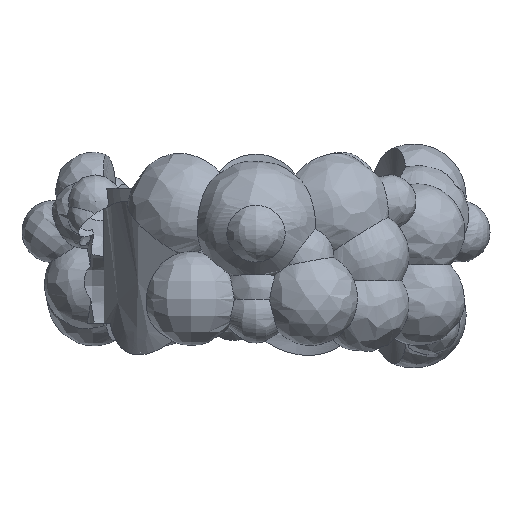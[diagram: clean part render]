
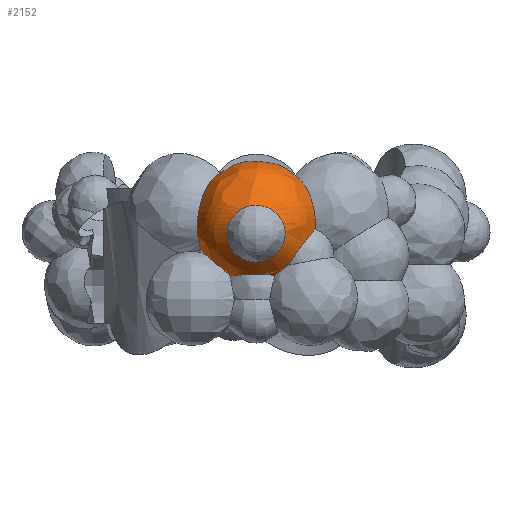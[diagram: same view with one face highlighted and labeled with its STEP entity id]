
A CAD part, top view. The second image highlights one B-rep face of the part: STEP entity #2152.
In plain terms, the highlighted free-form (B-spline) face has degree [2, 2] with [5, 5] control points.
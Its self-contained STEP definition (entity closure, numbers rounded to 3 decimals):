
#75 = VERTEX_POINT('',#76);
#76 = CARTESIAN_POINT('',(-0.728,-0.549,4.887
    ));
#82 = EDGE_CURVE('',#83,#75,#85,.T.);
#83 = VERTEX_POINT('',#84);
#84 = CARTESIAN_POINT('',(-1.458,0.06,
    4.522));
#85 = ( BOUNDED_CURVE() B_SPLINE_CURVE(2,(#86,#87,#88),.UNSPECIFIED.,.F.
,.F.) B_SPLINE_CURVE_WITH_KNOTS((3,3),(0.014,2.394
),.PIECEWISE_BEZIER_KNOTS.) CURVE() GEOMETRIC_REPRESENTATION_ITEM() 
RATIONAL_B_SPLINE_CURVE((1.,0.372,1.)) REPRESENTATION_ITEM('') 
  );
#86 = CARTESIAN_POINT('',(-1.458,0.06,
    4.522));
#87 = CARTESIAN_POINT('',(-1.435,0.057,
    5.891));
#88 = CARTESIAN_POINT('',(-0.728,-0.549,4.887
    ));
#204 = VERTEX_POINT('',#205);
#205 = CARTESIAN_POINT('',(0.888,-0.278,5.29)
  );
#211 = EDGE_CURVE('',#204,#212,#214,.T.);
#212 = VERTEX_POINT('',#213);
#213 = CARTESIAN_POINT('',(0.527,-0.544,5.144)
  );
#214 = ( BOUNDED_CURVE() B_SPLINE_CURVE(2,(#215,#216,#217),
.UNSPECIFIED.,.F.,.F.) B_SPLINE_CURVE_WITH_KNOTS((3,3),(1.552,
2.219),.PIECEWISE_BEZIER_KNOTS.) CURVE() 
GEOMETRIC_REPRESENTATION_ITEM() RATIONAL_B_SPLINE_CURVE((1.,
0.945,1.)) REPRESENTATION_ITEM('') );
#215 = CARTESIAN_POINT('',(0.888,-0.278,5.29)
  );
#216 = CARTESIAN_POINT('',(0.685,-0.423,5.295)
  );
#217 = CARTESIAN_POINT('',(0.527,-0.544,5.144)
  );
#1717 = EDGE_CURVE('',#75,#212,#1718,.T.);
#1718 = ( BOUNDED_CURVE() B_SPLINE_CURVE(2,(#1719,#1720,#1721),
.UNSPECIFIED.,.F.,.F.) B_SPLINE_CURVE_WITH_KNOTS((3,3),(5.171,
6.991),.PIECEWISE_BEZIER_KNOTS.) CURVE() 
GEOMETRIC_REPRESENTATION_ITEM() RATIONAL_B_SPLINE_CURVE((1.,
0.614,1.)) REPRESENTATION_ITEM('') );
#1719 = CARTESIAN_POINT('',(-0.728,-0.549,
    4.887));
#1720 = CARTESIAN_POINT('',(-0.266,-0.531,
    5.822));
#1721 = CARTESIAN_POINT('',(0.527,-0.544,5.144
    ));
#2152 = ADVANCED_FACE('',(#2153,#2199),#2221,.T.);
#2153 = FACE_BOUND('',#2154,.T.);
#2154 = EDGE_LOOP('',(#2155,#2165,#2175,#2183,#2190,#2191,#2192,#2193));
#2155 = ORIENTED_EDGE('',*,*,#2156,.T.);
#2156 = EDGE_CURVE('',#2157,#2159,#2161,.T.);
#2157 = VERTEX_POINT('',#2158);
#2158 = CARTESIAN_POINT('',(1.66,0.748,4.83
    ));
#2159 = VERTEX_POINT('',#2160);
#2160 = CARTESIAN_POINT('',(1.067,2.215,4.115
    ));
#2161 = ( BOUNDED_CURVE() B_SPLINE_CURVE(2,(#2162,#2163,#2164),
.UNSPECIFIED.,.F.,.F.) B_SPLINE_CURVE_WITH_KNOTS((3,3),(5.93,
7.733),.PIECEWISE_BEZIER_KNOTS.) CURVE() 
GEOMETRIC_REPRESENTATION_ITEM() RATIONAL_B_SPLINE_CURVE((1.,
0.621,1.)) REPRESENTATION_ITEM('') );
#2162 = CARTESIAN_POINT('',(1.66,0.748,4.83
    ));
#2163 = CARTESIAN_POINT('',(1.71,2.047,5.346)
  );
#2164 = CARTESIAN_POINT('',(1.067,2.215,4.115
    ));
#2165 = ORIENTED_EDGE('',*,*,#2166,.T.);
#2166 = EDGE_CURVE('',#2159,#2167,#2169,.T.);
#2167 = VERTEX_POINT('',#2168);
#2168 = CARTESIAN_POINT('',(-0.979,2.289,4.136
    ));
#2169 = B_SPLINE_CURVE_WITH_KNOTS('',3,(#2170,#2171,#2172,#2173,#2174),
  .UNSPECIFIED.,.F.,.F.,(4,1,4),(0.003,0.004,
    0.005),.QUASI_UNIFORM_KNOTS.);
#2170 = CARTESIAN_POINT('',(1.067,2.215,4.115
    ));
#2171 = CARTESIAN_POINT('',(0.797,2.462,4.185)
  );
#2172 = CARTESIAN_POINT('',(0.065,2.764,
    4.306));
#2173 = CARTESIAN_POINT('',(-0.688,2.519,
    4.205));
#2174 = CARTESIAN_POINT('',(-0.979,2.289,4.136
    ));
#2175 = ORIENTED_EDGE('',*,*,#2176,.T.);
#2176 = EDGE_CURVE('',#2167,#2177,#2179,.T.);
#2177 = VERTEX_POINT('',#2178);
#2178 = CARTESIAN_POINT('',(-1.52,0.172,4.501
    ));
#2179 = ( BOUNDED_CURVE() B_SPLINE_CURVE(2,(#2180,#2181,#2182),
.UNSPECIFIED.,.F.,.F.) B_SPLINE_CURVE_WITH_KNOTS((3,3),(1.663,
4.103),.PIECEWISE_BEZIER_KNOTS.) CURVE() 
GEOMETRIC_REPRESENTATION_ITEM() RATIONAL_B_SPLINE_CURVE((1.,
0.344,1.)) REPRESENTATION_ITEM('') );
#2180 = CARTESIAN_POINT('',(-0.979,2.289,
    4.136));
#2181 = CARTESIAN_POINT('',(-2.44,1.995,
    6.99));
#2182 = CARTESIAN_POINT('',(-1.52,0.172,4.501
    ));
#2183 = ORIENTED_EDGE('',*,*,#2184,.T.);
#2184 = EDGE_CURVE('',#2177,#83,#2185,.T.);
#2185 = B_SPLINE_CURVE_WITH_KNOTS('',3,(#2186,#2187,#2188,#2189),
  .UNSPECIFIED.,.F.,.F.,(4,4),(0.002,0.002),
  .PIECEWISE_BEZIER_KNOTS.);
#2186 = CARTESIAN_POINT('',(-1.52,0.172,4.501
    ));
#2187 = CARTESIAN_POINT('',(-1.501,0.134,
    4.508));
#2188 = CARTESIAN_POINT('',(-1.48,0.097,
    4.515));
#2189 = CARTESIAN_POINT('',(-1.458,0.06,
    4.522));
#2190 = ORIENTED_EDGE('',*,*,#82,.T.);
#2191 = ORIENTED_EDGE('',*,*,#1717,.T.);
#2192 = ORIENTED_EDGE('',*,*,#211,.F.);
#2193 = ORIENTED_EDGE('',*,*,#2194,.T.);
#2194 = EDGE_CURVE('',#204,#2157,#2195,.T.);
#2195 = ( BOUNDED_CURVE() B_SPLINE_CURVE(2,(#2196,#2197,#2198),
.UNSPECIFIED.,.F.,.F.) B_SPLINE_CURVE_WITH_KNOTS((3,3),(1.002,
2.829),.PIECEWISE_BEZIER_KNOTS.) CURVE() 
GEOMETRIC_REPRESENTATION_ITEM() RATIONAL_B_SPLINE_CURVE((1.,
0.611,1.)) REPRESENTATION_ITEM('') );
#2196 = CARTESIAN_POINT('',(0.888,-0.278,5.29
    ));
#2197 = CARTESIAN_POINT('',(1.42,0.498,5.891
    ));
#2198 = CARTESIAN_POINT('',(1.66,0.748,4.83
    ));
#2199 = FACE_BOUND('',#2200,.T.);
#2200 = EDGE_LOOP('',(#2201,#2213));
#2201 = ORIENTED_EDGE('',*,*,#2202,.F.);
#2202 = EDGE_CURVE('',#2203,#2205,#2207,.T.);
#2203 = VERTEX_POINT('',#2204);
#2204 = CARTESIAN_POINT('',(0.,-0.183,
    5.779));
#2205 = VERTEX_POINT('',#2206);
#2206 = CARTESIAN_POINT('',(0.,1.401,
    6.14));
#2207 = ( BOUNDED_CURVE() B_SPLINE_CURVE(2,(#2208,#2209,#2210,#2211,
#2212),.UNSPECIFIED.,.F.,.F.) B_SPLINE_CURVE_WITH_KNOTS((3,2,3),(0.,
1.571,3.142),.PIECEWISE_BEZIER_KNOTS.) CURVE() 
GEOMETRIC_REPRESENTATION_ITEM() RATIONAL_B_SPLINE_CURVE((1.,
0.707,1.,0.707,1.)) REPRESENTATION_ITEM('') );
#2208 = CARTESIAN_POINT('',(0.,-0.183,
    5.779));
#2209 = CARTESIAN_POINT('',(0.812,-0.183,
    5.779));
#2210 = CARTESIAN_POINT('',(0.812,0.609,5.96
    ));
#2211 = CARTESIAN_POINT('',(0.812,1.401,6.14
    ));
#2212 = CARTESIAN_POINT('',(0.,1.401,
    6.14));
#2213 = ORIENTED_EDGE('',*,*,#2214,.F.);
#2214 = EDGE_CURVE('',#2205,#2203,#2215,.T.);
#2215 = ( BOUNDED_CURVE() B_SPLINE_CURVE(2,(#2216,#2217,#2218,#2219,
#2220),.UNSPECIFIED.,.F.,.F.) B_SPLINE_CURVE_WITH_KNOTS((3,2,3),(
    3.142,4.712,6.283),
.PIECEWISE_BEZIER_KNOTS.) CURVE() GEOMETRIC_REPRESENTATION_ITEM() 
RATIONAL_B_SPLINE_CURVE((1.,0.707,1.,0.707,1.)) 
REPRESENTATION_ITEM('') );
#2216 = CARTESIAN_POINT('',(0.,1.401,
    6.14));
#2217 = CARTESIAN_POINT('',(-0.812,1.401,
    6.14));
#2218 = CARTESIAN_POINT('',(-0.812,0.609,
    5.96));
#2219 = CARTESIAN_POINT('',(-0.812,-0.183,
    5.779));
#2220 = CARTESIAN_POINT('',(0.,-0.183,
    5.779));
#2221 = ( BOUNDED_SURFACE() B_SPLINE_SURFACE(2,2,(
    (#2222,#2223,#2224,#2225,#2226)
    ,(#2227,#2228,#2229,#2230,#2231)
    ,(#2232,#2233,#2234,#2235,#2236)
    ,(#2237,#2238,#2239,#2240,#2241)
    ,(#2242,#2243,#2244,#2245,#2246
)),.UNSPECIFIED.,.F.,.F.,.F.) B_SPLINE_SURFACE_WITH_KNOTS((3,2,3),(3,2,3
    ),(-1.771,0.117,2.006),(-1.242,
    0.145,1.533),.UNSPECIFIED.) 
GEOMETRIC_REPRESENTATION_ITEM() RATIONAL_B_SPLINE_SURFACE((
    (1.,0.769,1.,0.769,1.)
    ,(0.587,0.451,0.587,0.451
      ,0.587)
    ,(1.,0.769,1.,0.769,1.)
    ,(0.587,0.451,0.587,0.451
      ,0.587)
,(1.,0.769,1.,0.769,1.
))) REPRESENTATION_ITEM('') SURFACE() );
#2222 = CARTESIAN_POINT('',(0.539,2.326,3.663
    ));
#2223 = CARTESIAN_POINT('',(1.854,1.798,3.636
    ));
#2224 = CARTESIAN_POINT('',(1.653,0.57,4.314
    ));
#2225 = CARTESIAN_POINT('',(1.452,-0.658,
    4.993));
#2226 = CARTESIAN_POINT('',(0.064,-0.577,
    5.267));
#2227 = CARTESIAN_POINT('',(0.69,2.667,4.325));
#2228 = CARTESIAN_POINT('',(2.372,2.97,5.912
    ));
#2229 = CARTESIAN_POINT('',(2.115,1.615,6.343
    ));
#2230 = CARTESIAN_POINT('',(1.858,0.26,6.775
    ));
#2231 = CARTESIAN_POINT('',(0.082,-0.537,
    5.345));
#2232 = CARTESIAN_POINT('',(-0.064,2.627,
    4.246));
#2233 = CARTESIAN_POINT('',(-0.222,2.83,5.64
    ));
#2234 = CARTESIAN_POINT('',(-0.198,1.49,6.101
    ));
#2235 = CARTESIAN_POINT('',(-0.174,0.15,6.561
    ));
#2236 = CARTESIAN_POINT('',(-0.008,-0.542,
    5.336));
#2237 = CARTESIAN_POINT('',(-0.819,2.586,
    4.167));
#2238 = CARTESIAN_POINT('',(-2.816,2.69,
    5.368));
#2239 = CARTESIAN_POINT('',(-2.51,1.365,
    5.858));
#2240 = CARTESIAN_POINT('',(-2.205,0.04,
    6.348));
#2241 = CARTESIAN_POINT('',(-0.097,-0.547,
    5.327));
#2242 = CARTESIAN_POINT('',(-0.499,2.27,
    3.554));
#2243 = CARTESIAN_POINT('',(-1.715,1.605,3.262)
  );
#2244 = CARTESIAN_POINT('',(-1.529,0.398,
    3.98));
#2245 = CARTESIAN_POINT('',(-1.343,-0.809,
    4.699));
#2246 = CARTESIAN_POINT('',(-0.059,-0.584,
    5.254));
